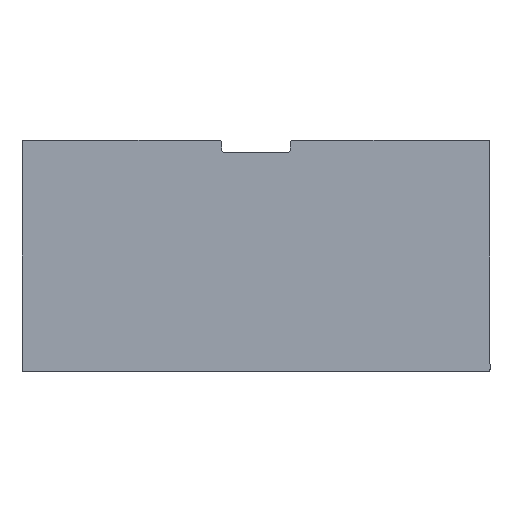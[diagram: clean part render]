
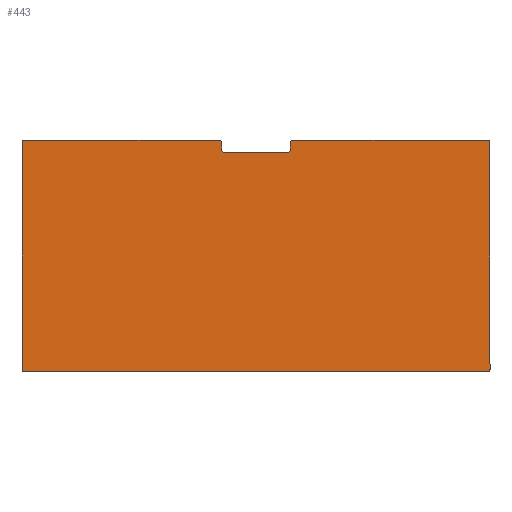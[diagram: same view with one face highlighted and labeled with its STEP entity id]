
A CAD part, left-side view. The second image highlights one B-rep face of the part: STEP entity #443.
In plain terms, the highlighted planar face has unit normal (-1, 0, 0).
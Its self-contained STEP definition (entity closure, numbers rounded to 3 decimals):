
#33=PLANE('',#507);
#59=FACE_OUTER_BOUND('',#89,.T.);
#89=EDGE_LOOP('',(#390,#391,#392,#393,#394,#395,#396,#397,#398,#399,#400,
#401,#402,#403,#404,#405));
#100=LINE('',#696,#136);
#105=LINE('',#710,#141);
#110=LINE('',#723,#146);
#113=LINE('',#731,#149);
#117=LINE('',#741,#153);
#119=LINE('',#747,#155);
#120=LINE('',#749,#156);
#125=LINE('',#771,#161);
#136=VECTOR('',#552,10.);
#141=VECTOR('',#567,10.);
#146=VECTOR('',#582,10.);
#149=VECTOR('',#591,10.);
#153=VECTOR('',#601,10.);
#155=VECTOR('',#609,10.);
#156=VECTOR('',#612,10.);
#161=VECTOR('',#643,10.);
#162=CIRCLE('',#459,1.);
#175=CIRCLE('',#475,1.);
#176=CIRCLE('',#477,1.);
#177=CIRCLE('',#480,1.);
#178=CIRCLE('',#482,1.);
#179=CIRCLE('',#485,1.);
#180=CIRCLE('',#488,1.);
#181=CIRCLE('',#491,1.);
#186=VERTEX_POINT('',#648);
#187=VERTEX_POINT('',#649);
#208=VERTEX_POINT('',#695);
#209=VERTEX_POINT('',#699);
#210=VERTEX_POINT('',#703);
#211=VERTEX_POINT('',#704);
#212=VERTEX_POINT('',#709);
#213=VERTEX_POINT('',#713);
#214=VERTEX_POINT('',#717);
#215=VERTEX_POINT('',#718);
#216=VERTEX_POINT('',#725);
#217=VERTEX_POINT('',#727);
#218=VERTEX_POINT('',#733);
#219=VERTEX_POINT('',#734);
#220=VERTEX_POINT('',#739);
#221=VERTEX_POINT('',#743);
#226=EDGE_CURVE('',#186,#187,#162,.T.);
#249=EDGE_CURVE('',#208,#187,#100,.T.);
#251=EDGE_CURVE('',#208,#209,#175,.T.);
#253=EDGE_CURVE('',#210,#211,#176,.T.);
#256=EDGE_CURVE('',#212,#211,#105,.T.);
#258=EDGE_CURVE('',#212,#213,#177,.T.);
#260=EDGE_CURVE('',#214,#215,#178,.T.);
#263=EDGE_CURVE('',#210,#215,#110,.T.);
#265=EDGE_CURVE('',#216,#217,#179,.T.);
#267=EDGE_CURVE('',#216,#209,#113,.T.);
#268=EDGE_CURVE('',#218,#219,#180,.T.);
#272=EDGE_CURVE('',#218,#220,#117,.T.);
#273=EDGE_CURVE('',#221,#220,#181,.T.);
#275=EDGE_CURVE('',#221,#213,#119,.T.);
#276=EDGE_CURVE('',#214,#217,#120,.T.);
#285=EDGE_CURVE('',#186,#219,#125,.T.);
#390=ORIENTED_EDGE('',*,*,#226,.F.);
#391=ORIENTED_EDGE('',*,*,#285,.T.);
#392=ORIENTED_EDGE('',*,*,#268,.F.);
#393=ORIENTED_EDGE('',*,*,#272,.T.);
#394=ORIENTED_EDGE('',*,*,#273,.F.);
#395=ORIENTED_EDGE('',*,*,#275,.T.);
#396=ORIENTED_EDGE('',*,*,#258,.F.);
#397=ORIENTED_EDGE('',*,*,#256,.T.);
#398=ORIENTED_EDGE('',*,*,#253,.F.);
#399=ORIENTED_EDGE('',*,*,#263,.T.);
#400=ORIENTED_EDGE('',*,*,#260,.F.);
#401=ORIENTED_EDGE('',*,*,#276,.T.);
#402=ORIENTED_EDGE('',*,*,#265,.F.);
#403=ORIENTED_EDGE('',*,*,#267,.T.);
#404=ORIENTED_EDGE('',*,*,#251,.F.);
#405=ORIENTED_EDGE('',*,*,#249,.T.);
#443=ADVANCED_FACE('',(#59),#33,.T.);
#459=AXIS2_PLACEMENT_3D('',#650,#512,#513);
#475=AXIS2_PLACEMENT_3D('',#700,#556,#557);
#477=AXIS2_PLACEMENT_3D('',#705,#561,#562);
#480=AXIS2_PLACEMENT_3D('',#714,#571,#572);
#482=AXIS2_PLACEMENT_3D('',#719,#576,#577);
#485=AXIS2_PLACEMENT_3D('',#728,#586,#587);
#488=AXIS2_PLACEMENT_3D('',#735,#594,#595);
#491=AXIS2_PLACEMENT_3D('',#744,#604,#605);
#507=AXIS2_PLACEMENT_3D('',#772,#644,#645);
#512=DIRECTION('center_axis',(1.,0.,0.));
#513=DIRECTION('ref_axis',(0.,0.707,-0.707));
#552=DIRECTION('',(0.,0.,-1.));
#556=DIRECTION('center_axis',(1.,0.,0.));
#557=DIRECTION('ref_axis',(0.,0.707,0.707));
#561=DIRECTION('center_axis',(-1.,0.,0.));
#562=DIRECTION('ref_axis',(0.,-0.707,-0.707));
#567=DIRECTION('',(0.,0.,-1.));
#571=DIRECTION('center_axis',(1.,0.,0.));
#572=DIRECTION('ref_axis',(0.,0.707,0.707));
#576=DIRECTION('center_axis',(-1.,0.,0.));
#577=DIRECTION('ref_axis',(0.,0.707,-0.707));
#582=DIRECTION('',(0.,1.,0.));
#586=DIRECTION('center_axis',(1.,0.,0.));
#587=DIRECTION('ref_axis',(0.,-0.707,0.707));
#591=DIRECTION('',(0.,1.,0.));
#594=DIRECTION('center_axis',(1.,0.,0.));
#595=DIRECTION('ref_axis',(0.,-0.707,-0.707));
#601=DIRECTION('',(0.,0.,1.));
#604=DIRECTION('center_axis',(1.,0.,0.));
#605=DIRECTION('ref_axis',(0.,-0.707,0.707));
#609=DIRECTION('',(0.,1.,0.));
#612=DIRECTION('',(0.,0.,1.));
#643=DIRECTION('',(0.,-1.,0.));
#644=DIRECTION('center_axis',(-1.,0.,0.));
#645=DIRECTION('ref_axis',(0.,-1.,0.));
#648=CARTESIAN_POINT('',(-20.022,228.9,57.414));
#649=CARTESIAN_POINT('',(-20.022,229.9,58.414));
#650=CARTESIAN_POINT('Origin',(-20.022,228.9,58.414));
#695=CARTESIAN_POINT('',(-20.022,229.9,151.214));
#696=CARTESIAN_POINT('',(-20.022,229.9,57.414));
#699=CARTESIAN_POINT('',(-20.022,228.9,152.214));
#700=CARTESIAN_POINT('Origin',(-20.022,228.9,151.214));
#703=CARTESIAN_POINT('',(-20.022,121.,147.214));
#704=CARTESIAN_POINT('',(-20.022,120.,148.214));
#705=CARTESIAN_POINT('Origin',(-20.022,121.,148.214));
#709=CARTESIAN_POINT('',(-20.022,120.,151.214));
#710=CARTESIAN_POINT('',(-20.022,120.,131.014));
#713=CARTESIAN_POINT('',(-20.022,119.,152.214));
#714=CARTESIAN_POINT('Origin',(-20.022,119.,151.214));
#717=CARTESIAN_POINT('',(-20.022,148.,148.214));
#718=CARTESIAN_POINT('',(-20.022,147.,147.214));
#719=CARTESIAN_POINT('Origin',(-20.022,147.,148.214));
#723=CARTESIAN_POINT('',(-20.022,127.,147.214));
#725=CARTESIAN_POINT('',(-20.022,149.,152.214));
#727=CARTESIAN_POINT('',(-20.022,148.,151.214));
#728=CARTESIAN_POINT('Origin',(-20.022,149.,151.214));
#731=CARTESIAN_POINT('',(-20.022,229.9,152.214));
#733=CARTESIAN_POINT('',(-20.022,38.1,58.414));
#734=CARTESIAN_POINT('',(-20.022,39.1,57.414));
#735=CARTESIAN_POINT('Origin',(-20.022,39.1,58.414));
#739=CARTESIAN_POINT('',(-20.022,38.1,151.214));
#741=CARTESIAN_POINT('',(-20.022,38.1,57.414));
#743=CARTESIAN_POINT('',(-20.022,39.1,152.214));
#744=CARTESIAN_POINT('Origin',(-20.022,39.1,151.214));
#747=CARTESIAN_POINT('',(-20.022,229.9,152.214));
#749=CARTESIAN_POINT('',(-20.022,148.,126.014));
#771=CARTESIAN_POINT('',(-20.022,38.1,57.414));
#772=CARTESIAN_POINT('Origin',(-20.022,134.,104.814));
